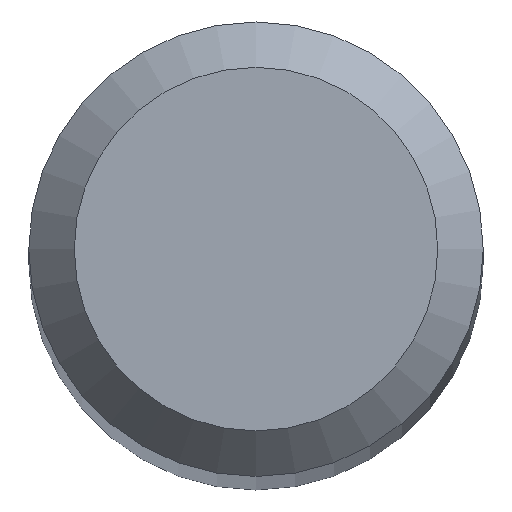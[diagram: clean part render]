
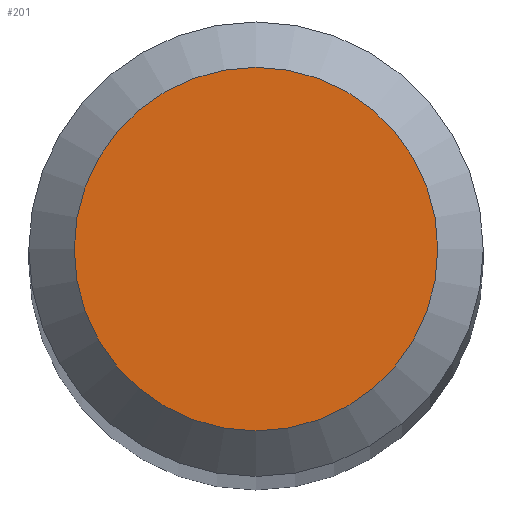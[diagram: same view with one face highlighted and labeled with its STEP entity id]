
A CAD part, top view. The second image highlights one B-rep face of the part: STEP entity #201.
In plain terms, the highlighted planar face has unit normal (0, 0, 1).
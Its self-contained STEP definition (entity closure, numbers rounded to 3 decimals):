
#55 = PLANE ( 'NONE',  #229 ) ;
#83 = CARTESIAN_POINT ( 'NONE',  ( 0., 0., 30. ) ) ;
#93 = ORIENTED_EDGE ( 'NONE', *, *, #265, .F. ) ;
#100 = FACE_OUTER_BOUND ( 'NONE', #199, .T. ) ;
#105 = DIRECTION ( 'NONE',  ( 0., 1., 0. ) ) ;
#118 = CARTESIAN_POINT ( 'NONE',  ( 0., 0., 30. ) ) ;
#123 = CIRCLE ( 'NONE', #145, 0.6 ) ;
#137 = DIRECTION ( 'NONE',  ( 0., 1., 0. ) ) ;
#145 = AXIS2_PLACEMENT_3D ( 'NONE', #83, #162, #105 ) ;
#162 = DIRECTION ( 'NONE',  ( 0., 0., -1. ) ) ;
#190 = VERTEX_POINT ( 'NONE', #274 ) ;
#199 = EDGE_LOOP ( 'NONE', ( #93 ) ) ;
#201 = ADVANCED_FACE ( 'NONE', ( #100 ), #55, .F. ) ;
#229 = AXIS2_PLACEMENT_3D ( 'NONE', #118, #242, #137 ) ;
#242 = DIRECTION ( 'NONE',  ( 0., 0., -1. ) ) ;
#265 = EDGE_CURVE ( 'NONE', #190, #190, #123, .T. ) ;
#274 = CARTESIAN_POINT ( 'NONE',  ( 0., 0.6, 30. ) ) ;
